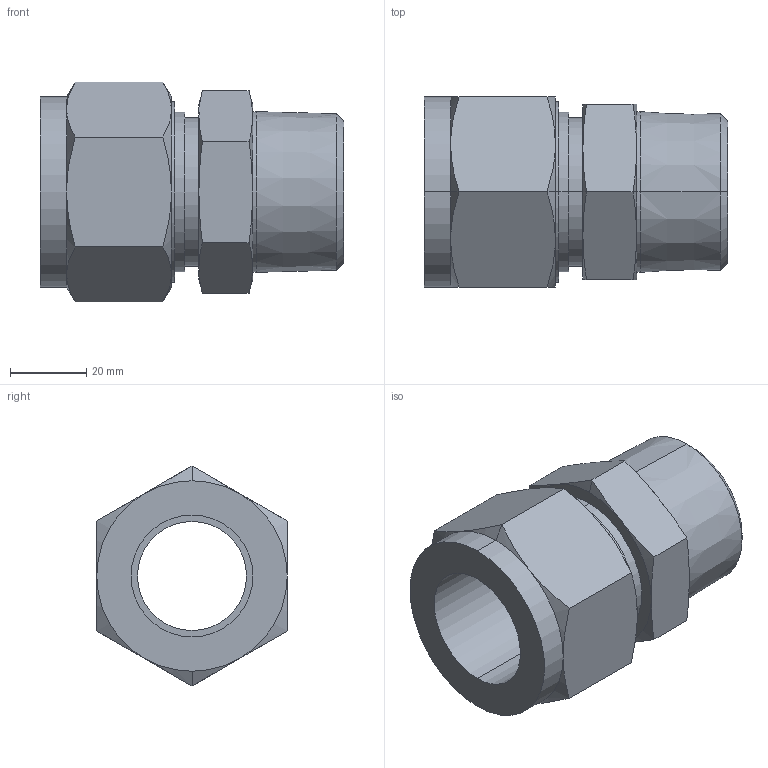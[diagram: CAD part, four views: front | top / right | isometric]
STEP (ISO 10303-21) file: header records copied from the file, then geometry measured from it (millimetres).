
FILE_DESCRIPTION (( 'STEP AP203' ), '1' );
FILE_NAME ('RizurLok-P-32(O)-RT 1 1.4(Pm).STEP', '2022-03-15T08:35:02', ( '' ), ( '' ), 'SwSTEP 2.0', 'SolidWorks 2020', '' );
FILE_SCHEMA (( 'CONFIG_CONTROL_DESIGN' ));
Length unit declared in the file: millimetre
Products named in the file (2): RizurLok-P-32(O)-RT 1 1.4(Pm)
Assembly tree (1 placements, depth 2):
  RizurLok-P-32(O)-RT 1 1.4(Pm)
    RizurLok-P-32(O)-RT 1 1.4(Pm)
Bounding box: 79.6 x 50 x 57.73 mm (x, y, z)
Volume: 82489.3 mm3; surface area: 23636.6 mm2
Topology: 1 solids, 1 shells, 208 faces, 529 edges, 340 vertices
Faces by surface type: plane 83, bspline 75, cone 36, cylinder 14
Entity records: 9881 total; most frequent: CARTESIAN_POINT 5232, ORIENTED_EDGE 1058, DIRECTION 667, EDGE_CURVE 529, VERTEX_POINT 340, VECTOR 269, LINE 269, EDGE_LOOP 227
